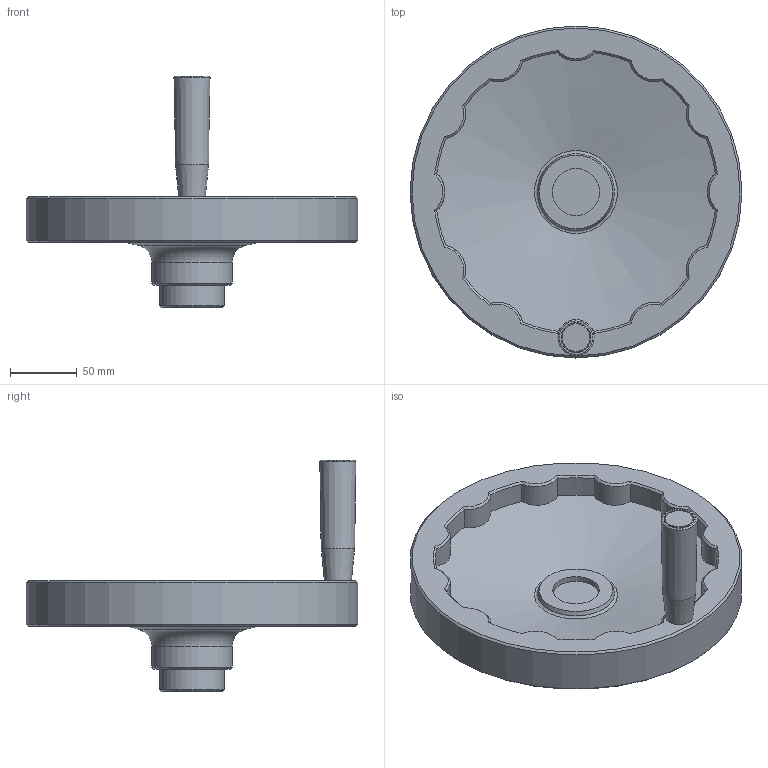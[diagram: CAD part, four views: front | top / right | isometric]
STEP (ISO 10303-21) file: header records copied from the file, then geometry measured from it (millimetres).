
FILE_DESCRIPTION(/* description */ ('AC2F'),/* implementation_level */ '2;1');
FILE_NAME(/* name */ '6380025_SHA250',/* time_stamp */ '2018-11-09T10:59:36+01:00',/* author */ ('Zorzan Davide'),/* organization */ ('Gamm Srl.'),/* preprocessor_version */ 'ST-DEVELOPER v16.7',/* originating_system */ 'DEX',/* authorisation */ $);
FILE_SCHEMA (('CONFIG_CONTROL_DESIGN'));
Length unit declared in the file: millimetre
Products named in the file (1): 6380025_SHA250
Bounding box: 248 x 248 x 173 mm (x, y, z)
Volume: 562876.9 mm3; surface area: 219875.2 mm2
Topology: 1 solids, 4 shells, 434 faces, 1099 edges, 652 vertices
Faces by surface type: plane 159, cylinder 104, cone 69, bspline 57, torus 37, sphere 8
Full cylindrical faces by diameter (mm): 5.1 x1, 6 x2, 8.3 x1, 8.376 x2, 8.7 x1, 9.6 x1, 10.2 x1, 10.7 x3, 12 x1, 12.035 x1, 13 x1, 13.1 x1, 17.8 x1, 21.7 x1, 21.8 x1, 22 x1, 35 x1, 48 x1, 60 x1, 240 x1, 248 x1
Entity records: 16775 total; most frequent: CARTESIAN_POINT 4211, DIRECTION 1976, ORIENTED_EDGE 1950, EDGE_CURVE 975, AXIS2_PLACEMENT_3D 869, VERTEX_POINT 625, FACE_BOUND 516, EDGE_LOOP 514
